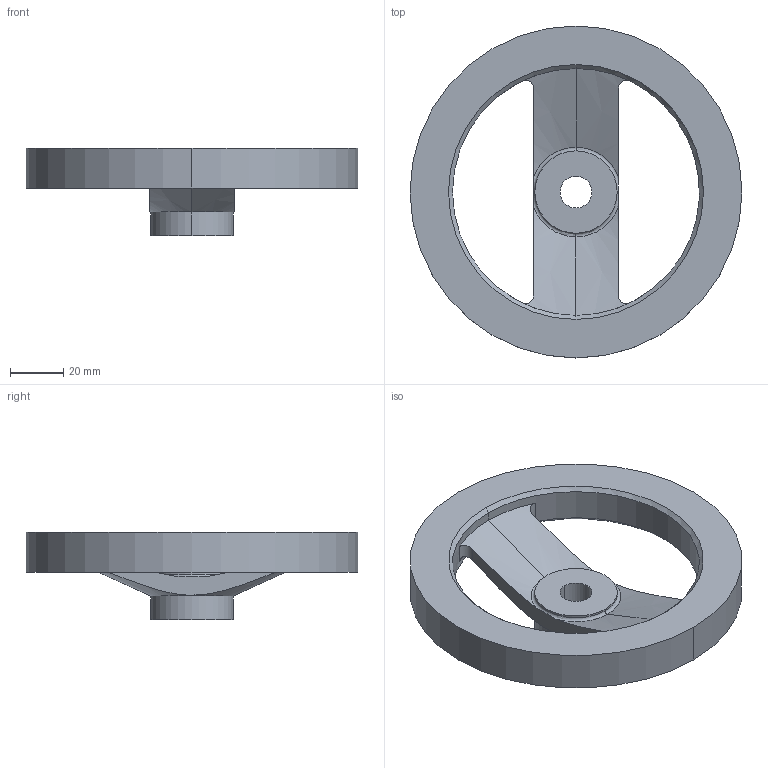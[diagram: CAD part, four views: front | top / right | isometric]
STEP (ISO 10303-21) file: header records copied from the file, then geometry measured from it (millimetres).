
FILE_DESCRIPTION(('STEP AP214'),'1');
FILE_NAME(' ',' ',('TraceParts'),('TraceParts S.A.'),'XStep 1.0',' ',' ');
FILE_SCHEMA(('automotive_design'));
Length unit declared in the file: millimetre
Products named in the file (1): 1
Bounding box: 125 x 125 x 33 mm (x, y, z)
Volume: 106035 mm3; surface area: 29005.4 mm2
Topology: 1 solids, 1 shells, 36 faces, 94 edges, 58 vertices
Faces by surface type: cylinder 14, cone 10, torus 6, plane 6
Entity records: 2414 total; most frequent: CARTESIAN_POINT 453, DIRECTION 194, STYLED_ITEM 189, PRESENTATION_STYLE_ASSIGNMENT 189, COLOUR_RGB 189, ORIENTED_EDGE 188, EDGE_CURVE 94, CURVE_STYLE 94
